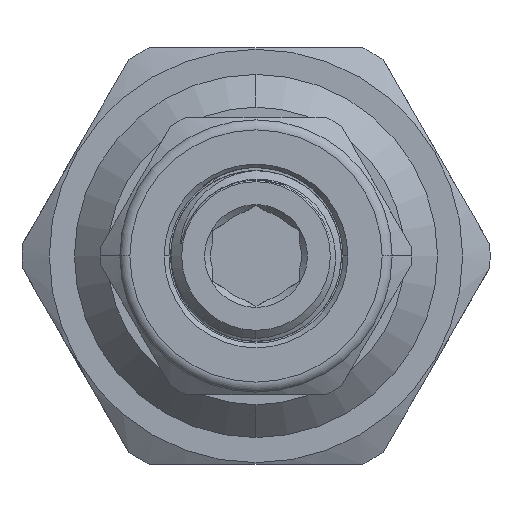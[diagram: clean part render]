
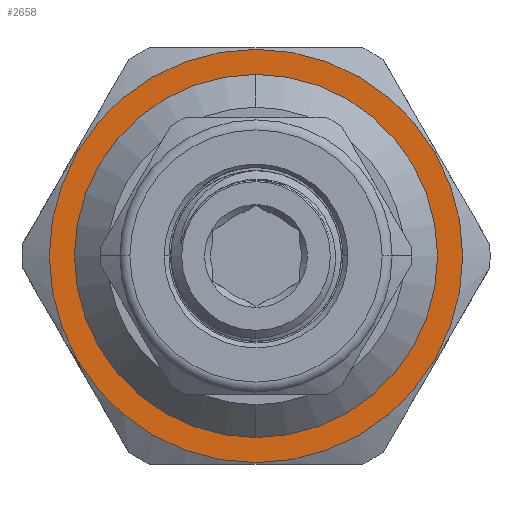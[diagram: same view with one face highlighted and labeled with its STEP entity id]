
A CAD part, left-side view. The second image highlights one B-rep face of the part: STEP entity #2658.
In plain terms, the highlighted planar face has unit normal (-1, 0, 0).
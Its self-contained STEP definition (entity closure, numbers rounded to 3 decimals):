
#245 = AXIS2_PLACEMENT_3D ( 'NONE', #11664, #2481, #12715 ) ;
#246 = CIRCLE ( 'NONE', #245, 8.3 ) ;
#886 = VERTEX_POINT ( 'NONE', #9844 ) ;
#955 = DIRECTION ( 'NONE',  ( 0., 0., 1. ) ) ;
#1781 = CIRCLE ( 'NONE', #8025, 9.45 ) ;
#2101 = EDGE_LOOP ( 'NONE', ( #13006, #7935 ) ) ;
#2481 = DIRECTION ( 'NONE',  ( -1., 0., 0. ) ) ;
#2634 = DIRECTION ( 'NONE',  ( 0., 0., -1. ) ) ;
#2658 = ADVANCED_FACE ( 'NONE', ( #11876, #9161 ), #8693, .F. ) ;
#2745 = CARTESIAN_POINT ( 'NONE',  ( 14.1, 0., 0. ) ) ;
#3745 = ORIENTED_EDGE ( 'NONE', *, *, #10263, .T. ) ;
#4389 = ORIENTED_EDGE ( 'NONE', *, *, #5171, .T. ) ;
#5171 = EDGE_CURVE ( 'NONE', #10339, #7647, #12080, .T. ) ;
#5224 = CARTESIAN_POINT ( 'NONE',  ( 14.1, 0., 9.45 ) ) ;
#5811 = DIRECTION ( 'NONE',  ( -1., 0., 0. ) ) ;
#6459 = EDGE_LOOP ( 'NONE', ( #3745, #4389 ) ) ;
#6885 = AXIS2_PLACEMENT_3D ( 'NONE', #11633, #7694, #2634 ) ;
#7162 = AXIS2_PLACEMENT_3D ( 'NONE', #2745, #5811, #12918 ) ;
#7220 = DIRECTION ( 'NONE',  ( -1., 0., 0. ) ) ;
#7647 = VERTEX_POINT ( 'NONE', #12681 ) ;
#7694 = DIRECTION ( 'NONE',  ( 1., 0., 0. ) ) ;
#7935 = ORIENTED_EDGE ( 'NONE', *, *, #11332, .F. ) ;
#8025 = AXIS2_PLACEMENT_3D ( 'NONE', #13175, #11188, #955 ) ;
#8132 = DIRECTION ( 'NONE',  ( 0., 0., 1. ) ) ;
#8693 = PLANE ( 'NONE',  #6885 ) ;
#9161 = FACE_OUTER_BOUND ( 'NONE', #6459, .T. ) ;
#9844 = CARTESIAN_POINT ( 'NONE',  ( 14.1, 0., 8.3 ) ) ;
#10093 = CARTESIAN_POINT ( 'NONE',  ( 14.1, 0., 0. ) ) ;
#10263 = EDGE_CURVE ( 'NONE', #7647, #10339, #1781, .T. ) ;
#10339 = VERTEX_POINT ( 'NONE', #5224 ) ;
#10350 = AXIS2_PLACEMENT_3D ( 'NONE', #10093, #7220, #8132 ) ;
#10361 = EDGE_CURVE ( 'NONE', #886, #11094, #12930, .T. ) ;
#11094 = VERTEX_POINT ( 'NONE', #11438 ) ;
#11188 = DIRECTION ( 'NONE',  ( -1., 0., 0. ) ) ;
#11332 = EDGE_CURVE ( 'NONE', #11094, #886, #246, .T. ) ;
#11438 = CARTESIAN_POINT ( 'NONE',  ( 14.1, 0., -8.3 ) ) ;
#11633 = CARTESIAN_POINT ( 'NONE',  ( 14.1, 10.7, 0. ) ) ;
#11664 = CARTESIAN_POINT ( 'NONE',  ( 14.1, 0., 0. ) ) ;
#11876 = FACE_BOUND ( 'NONE', #2101, .T. ) ;
#12080 = CIRCLE ( 'NONE', #7162, 9.45 ) ;
#12681 = CARTESIAN_POINT ( 'NONE',  ( 14.1, 0., -9.45 ) ) ;
#12715 = DIRECTION ( 'NONE',  ( 0., 0., 1. ) ) ;
#12918 = DIRECTION ( 'NONE',  ( 0., 0., 1. ) ) ;
#12930 = CIRCLE ( 'NONE', #10350, 8.3 ) ;
#13006 = ORIENTED_EDGE ( 'NONE', *, *, #10361, .F. ) ;
#13175 = CARTESIAN_POINT ( 'NONE',  ( 14.1, 0., 0. ) ) ;
